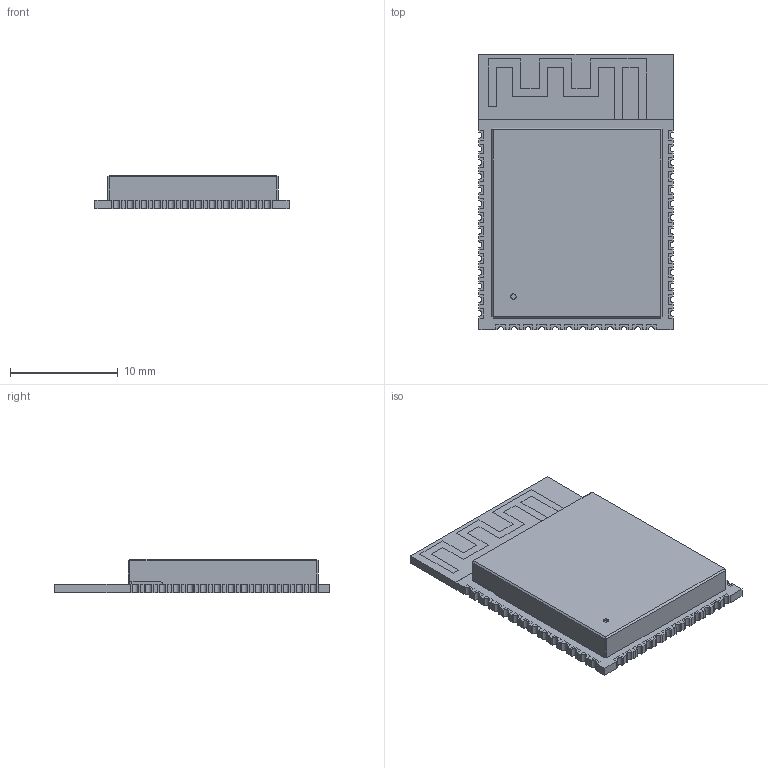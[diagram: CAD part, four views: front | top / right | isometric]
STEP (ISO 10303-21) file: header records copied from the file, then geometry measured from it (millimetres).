
FILE_DESCRIPTION (( 'STEP AP214' ), '1' );
FILE_NAME ('ESP32-S3-WROOM-1-N8R2.STEP', '2022-06-14T13:52:38', ( '' ), ( '' ), 'SwSTEP 2.0', 'SolidWorks 2018', '' );
FILE_SCHEMA (( 'AUTOMOTIVE_DESIGN' ));
Length unit declared in the file: millimetre
Products named in the file (1): ESP32-S3-WROOM-1-N8R2
Bounding box: 18 x 25.5 x 3.1 mm (x, y, z)
Volume: 425.7 mm3; surface area: 2121.3 mm2
Topology: 52 solids, 52 shells, 870 faces, 2256 edges, 1500 vertices
Faces by surface type: plane 813, cylinder 57
Entity records: 32920 total; most frequent: CARTESIAN_POINT 4627, ORIENTED_EDGE 4512, DIRECTION 4112, EDGE_CURVE 2256, LINE 2142, VECTOR 2142, VERTEX_POINT 1500, AXIS2_PLACEMENT_3D 985
